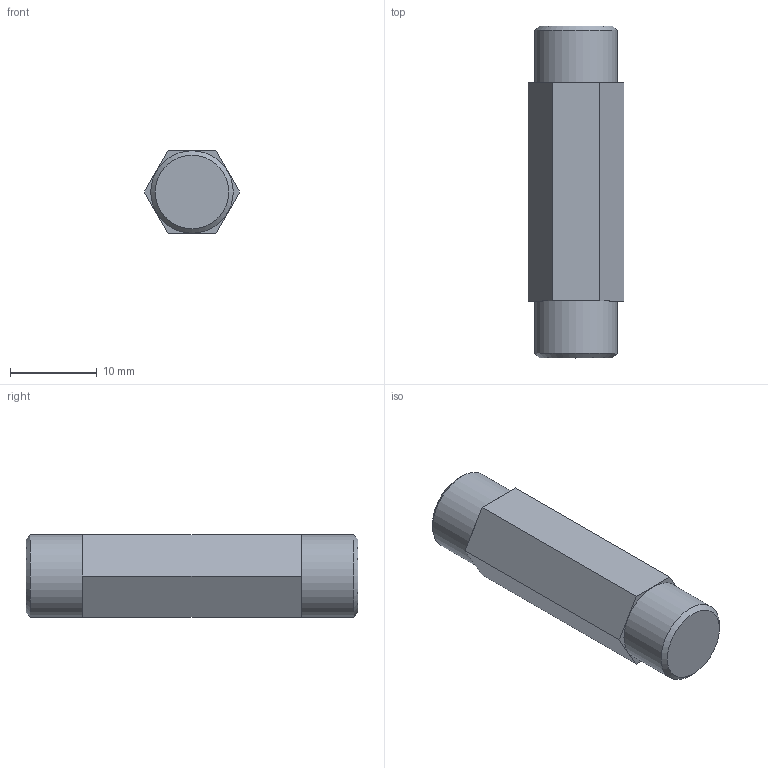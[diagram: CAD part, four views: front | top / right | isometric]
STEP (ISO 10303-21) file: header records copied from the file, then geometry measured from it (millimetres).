
FILE_DESCRIPTION(/* description */ (''),/* implementation_level */ '2;1');
FILE_NAME(/* name */ 'Toughbox d07.ipt.step',/* time_stamp */ '2014-01-07T10:59:01-08:00',/* author */ ('Philip'),/* organization */ (''),/* preprocessor_version */ 'ST-DEVELOPER v15.2',/* originating_system */ 'Autodesk Inventor 2014',/* authorisation */ '');
FILE_SCHEMA (('CONFIG_CONTROL_DESIGN','AUTOMOTIVE_DESIGN { 1 0 10303 214 3 1 1 }'));
Length unit declared in the file: inch
Products named in the file (1): Toughbox d07
Bounding box: 11 x 38.23 x 9.53 mm (x, y, z)
Volume: 2895.2 mm3; surface area: 1358.7 mm2
Topology: 1 solids, 1 shells, 14 faces, 28 edges, 18 vertices
Faces by surface type: plane 10, cylinder 2, cone 2
Full cylindrical faces by diameter (mm): 9.5 x2
Entity records: 363 total; most frequent: DIRECTION 60, CARTESIAN_POINT 57, ORIENTED_EDGE 48, EDGE_CURVE 24, AXIS2_PLACEMENT_3D 21, EDGE_LOOP 20, LINE 18, VECTOR 18
